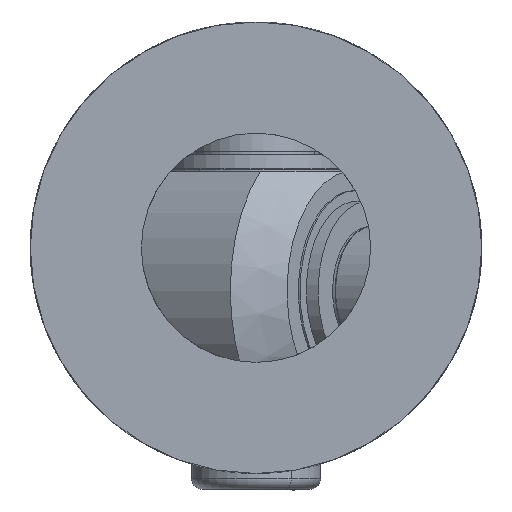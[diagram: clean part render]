
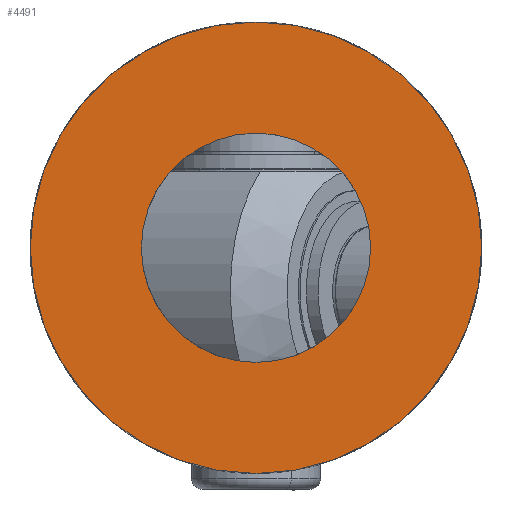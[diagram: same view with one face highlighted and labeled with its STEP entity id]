
A CAD part, left-side view. The second image highlights one B-rep face of the part: STEP entity #4491.
In plain terms, the highlighted face is planar.
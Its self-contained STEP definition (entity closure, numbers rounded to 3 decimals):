
#725=PLANE('',#8445);
#1505=VERTEX_POINT('',#7053);
#1548=VERTEX_POINT('',#7375);
#1854=CIRCLE('',#8416,1.6);
#1864=CIRCLE('',#8444,3.15);
#2301=EDGE_CURVE('',#1505,#1505,#1854,.T.);
#2363=EDGE_CURVE('',#1548,#1548,#1864,.T.);
#3446=ORIENTED_EDGE('',*,*,#2301,.T.);
#3447=ORIENTED_EDGE('',*,*,#2363,.F.);
#3931=EDGE_LOOP('',(#3446));
#3932=EDGE_LOOP('',(#3447));
#4230=FACE_BOUND('',#3931,.T.);
#4231=FACE_BOUND('',#3932,.T.);
#4491=ADVANCED_FACE('',(#4230,#4231),#725,.T.);
#5560=DIRECTION('',(0.,0.,-1.));
#5561=DIRECTION('',(1.6,0.,0.));
#5629=DIRECTION('',(0.,0.,-1.));
#5630=DIRECTION('',(3.15,0.,0.));
#5631=DIRECTION('',(0.,0.,1.));
#7052=CARTESIAN_POINT('',(0.,0.,5.7));
#7053=CARTESIAN_POINT('',(-1.6,0.,5.7));
#7374=CARTESIAN_POINT('',(0.,0.,5.7));
#7375=CARTESIAN_POINT('',(3.15,0.,5.7));
#7376=CARTESIAN_POINT('',(0.,0.,5.7));
#8416=AXIS2_PLACEMENT_3D('',#7052,#5560,#5561);
#8444=AXIS2_PLACEMENT_3D('',#7374,#5629,#5630);
#8445=AXIS2_PLACEMENT_3D('',#7376,#5631,$);
